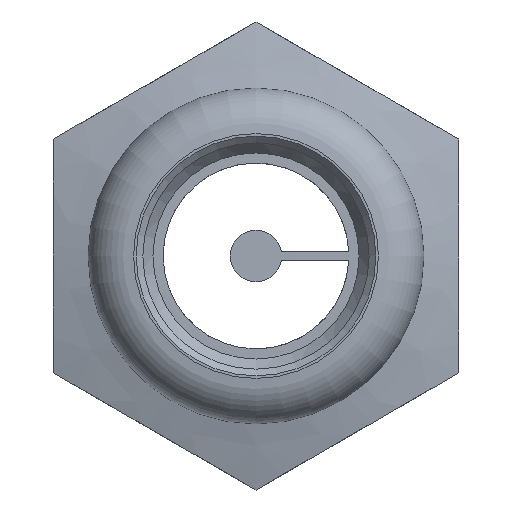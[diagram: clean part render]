
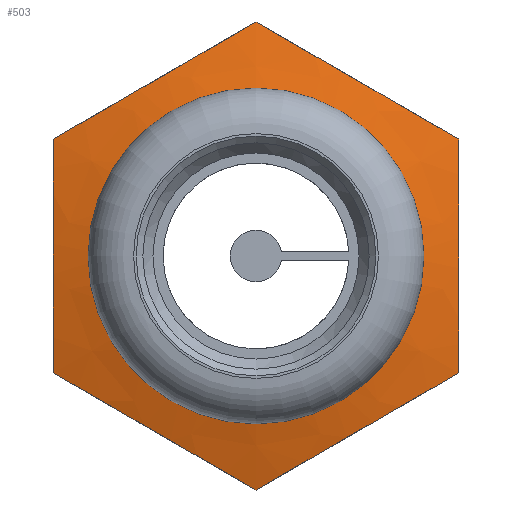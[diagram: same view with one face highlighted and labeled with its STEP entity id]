
A CAD part, left-side view. The second image highlights one B-rep face of the part: STEP entity #503.
In plain terms, the highlighted conical face has half-angle 75 degrees and reference radius 11.228 mm.
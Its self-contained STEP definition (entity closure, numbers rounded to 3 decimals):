
#23=CONICAL_SURFACE($,#551,11.228,75.);
#32=(
BOUNDED_CURVE()
B_SPLINE_CURVE(2,(#775,#776,#777),.UNSPECIFIED.,.F.,.F.)
B_SPLINE_CURVE_WITH_KNOTS((3,3),(0.,1.389),.UNSPECIFIED.)
CURVE()
GEOMETRIC_REPRESENTATION_ITEM()
RATIONAL_B_SPLINE_CURVE((1.,1.155,1.))
REPRESENTATION_ITEM($)
);
#35=(
BOUNDED_CURVE()
B_SPLINE_CURVE(2,(#790,#791,#792),.UNSPECIFIED.,.F.,.F.)
B_SPLINE_CURVE_WITH_KNOTS((3,3),(0.,1.389),.UNSPECIFIED.)
CURVE()
GEOMETRIC_REPRESENTATION_ITEM()
RATIONAL_B_SPLINE_CURVE((1.,1.155,1.))
REPRESENTATION_ITEM($)
);
#38=(
BOUNDED_CURVE()
B_SPLINE_CURVE(2,(#804,#805,#806),.UNSPECIFIED.,.F.,.F.)
B_SPLINE_CURVE_WITH_KNOTS((3,3),(0.,1.389),.UNSPECIFIED.)
CURVE()
GEOMETRIC_REPRESENTATION_ITEM()
RATIONAL_B_SPLINE_CURVE((1.,1.155,1.))
REPRESENTATION_ITEM($)
);
#41=(
BOUNDED_CURVE()
B_SPLINE_CURVE(2,(#818,#819,#820),.UNSPECIFIED.,.F.,.F.)
B_SPLINE_CURVE_WITH_KNOTS((3,3),(0.,1.389),.UNSPECIFIED.)
CURVE()
GEOMETRIC_REPRESENTATION_ITEM()
RATIONAL_B_SPLINE_CURVE((1.,1.155,1.))
REPRESENTATION_ITEM($)
);
#44=(
BOUNDED_CURVE()
B_SPLINE_CURVE(2,(#832,#833,#834),.UNSPECIFIED.,.F.,.F.)
B_SPLINE_CURVE_WITH_KNOTS((3,3),(0.,1.389),.UNSPECIFIED.)
CURVE()
GEOMETRIC_REPRESENTATION_ITEM()
RATIONAL_B_SPLINE_CURVE((1.,1.155,1.))
REPRESENTATION_ITEM($)
);
#47=(
BOUNDED_CURVE()
B_SPLINE_CURVE(2,(#855,#856,#857),.UNSPECIFIED.,.F.,.F.)
B_SPLINE_CURVE_WITH_KNOTS((3,3),(0.,1.389),.UNSPECIFIED.)
CURVE()
GEOMETRIC_REPRESENTATION_ITEM()
RATIONAL_B_SPLINE_CURVE((1.,1.155,1.))
REPRESENTATION_ITEM($)
);
#49=FACE_BOUND($,#125,.T.);
#90=FACE_OUTER_BOUND($,#124,.T.);
#124=EDGE_LOOP($,(#380));
#125=EDGE_LOOP($,(#381,#382,#383,#384,#385,#386));
#200=CIRCLE($,#552,8.6);
#229=VERTEX_POINT($,#772);
#230=VERTEX_POINT($,#774);
#233=VERTEX_POINT($,#788);
#236=VERTEX_POINT($,#802);
#239=VERTEX_POINT($,#816);
#242=VERTEX_POINT($,#830);
#244=VERTEX_POINT($,#853);
#276=EDGE_CURVE($,#230,#229,#32,.T.);
#281=EDGE_CURVE($,#229,#233,#35,.T.);
#285=EDGE_CURVE($,#233,#236,#38,.T.);
#289=EDGE_CURVE($,#236,#239,#41,.T.);
#293=EDGE_CURVE($,#239,#242,#44,.T.);
#301=EDGE_CURVE($,#244,#244,#200,.T.);
#302=EDGE_CURVE($,#242,#230,#47,.T.);
#380=ORIENTED_EDGE($,*,*,#301,.F.);
#381=ORIENTED_EDGE($,*,*,#276,.T.);
#382=ORIENTED_EDGE($,*,*,#281,.T.);
#383=ORIENTED_EDGE($,*,*,#285,.T.);
#384=ORIENTED_EDGE($,*,*,#289,.T.);
#385=ORIENTED_EDGE($,*,*,#293,.T.);
#386=ORIENTED_EDGE($,*,*,#302,.T.);
#503=ADVANCED_FACE($,(#90,#49),#23,.T.);
#551=AXIS2_PLACEMENT_3D($,#852,#656,#657);
#552=AXIS2_PLACEMENT_3D($,#854,#658,#659);
#656=DIRECTION('center_axis',(1.,0.,0.));
#657=DIRECTION('ref_axis',(0.,0.866,0.5));
#658=DIRECTION('center_axis',(-1.,0.,0.));
#659=DIRECTION('ref_axis',(0.,0.866,0.5));
#772=CARTESIAN_POINT('',(15.408,0.,-13.856));
#774=CARTESIAN_POINT('',(15.408,12.,-6.928));
#775=CARTESIAN_POINT('Ctrl Pts',(15.408,12.,-6.928));
#776=CARTESIAN_POINT('Ctrl Pts',(14.48,6.,-10.392));
#777=CARTESIAN_POINT('Ctrl Pts',(15.408,0.,
-13.856));
#788=CARTESIAN_POINT('',(15.408,-12.,-6.928));
#790=CARTESIAN_POINT('Ctrl Pts',(15.408,0.,
-13.856));
#791=CARTESIAN_POINT('Ctrl Pts',(14.48,-6.,-10.392));
#792=CARTESIAN_POINT('Ctrl Pts',(15.408,-12.,-6.928));
#802=CARTESIAN_POINT('',(15.408,-12.,6.928));
#804=CARTESIAN_POINT('Ctrl Pts',(15.408,-12.,-6.928));
#805=CARTESIAN_POINT('Ctrl Pts',(14.48,-12.,0.));
#806=CARTESIAN_POINT('Ctrl Pts',(15.408,-12.,6.928));
#816=CARTESIAN_POINT('',(15.408,0.,13.856));
#818=CARTESIAN_POINT('Ctrl Pts',(15.408,-12.,6.928));
#819=CARTESIAN_POINT('Ctrl Pts',(14.48,-6.,10.392));
#820=CARTESIAN_POINT('Ctrl Pts',(15.408,0.,
13.856));
#830=CARTESIAN_POINT('',(15.408,12.,6.928));
#832=CARTESIAN_POINT('Ctrl Pts',(15.408,0.,
13.856));
#833=CARTESIAN_POINT('Ctrl Pts',(14.48,6.,10.392));
#834=CARTESIAN_POINT('Ctrl Pts',(15.408,12.,6.928));
#852=CARTESIAN_POINT('Origin',(14.704,0.,0.));
#853=CARTESIAN_POINT('',(14.,7.448,-4.3));
#854=CARTESIAN_POINT('Origin',(14.,0.,0.));
#855=CARTESIAN_POINT('Ctrl Pts',(15.408,12.,6.928));
#856=CARTESIAN_POINT('Ctrl Pts',(14.48,12.,0.));
#857=CARTESIAN_POINT('Ctrl Pts',(15.408,12.,-6.928));
